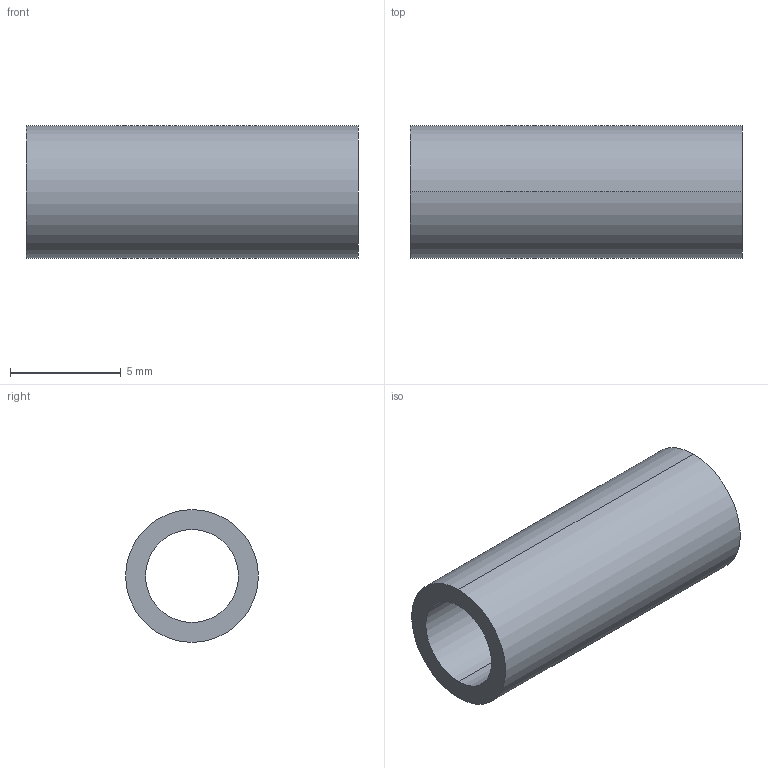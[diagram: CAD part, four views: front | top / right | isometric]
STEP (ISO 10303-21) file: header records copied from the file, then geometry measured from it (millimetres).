
FILE_DESCRIPTION((''),'2;1');
FILE_NAME('KT_DISTANZHUELSE_04-06_AF15','2021-11-18T11:22:48',('rein_je'),(''),'CREO PARAMETRIC BY PTC INC, 2019471','CREO PARAMETRIC BY PTC INC, 2019471','');
FILE_SCHEMA(('AUTOMOTIVE_DESIGN { 1 0 10303 214 1 1 1 1 }'));
Length unit declared in the file: millimetre
Products named in the file (1): KT_DISTANZHUELSE_04-06_AF15
Bounding box: 15 x 6 x 6 mm (x, y, z)
Volume: 216.3 mm3; surface area: 509.5 mm2
Topology: 1 solids, 1 shells, 6 faces, 13 edges, 10 vertices
Faces by surface type: cylinder 4, plane 2
Entity records: 333 total; most frequent: DIRECTION 41, COLOUR_RGB 40, CARTESIAN_POINT 33, ORIENTED_EDGE 24, AXIS2_PLACEMENT_3D 18, PRESENTATION_STYLE_ASSIGNMENT 15, STYLED_ITEM 15, CURVE_STYLE 14
